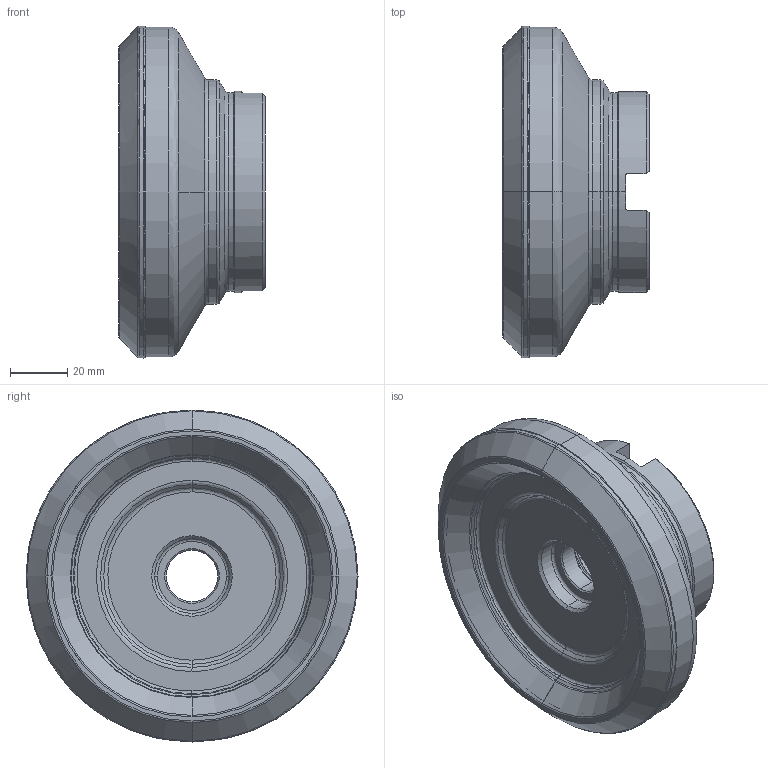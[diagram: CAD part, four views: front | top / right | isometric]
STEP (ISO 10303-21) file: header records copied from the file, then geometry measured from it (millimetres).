
FILE_DESCRIPTION (( 'STEP AP214' ), '1' );
FILE_NAME ('01-0758.STEP', '2025-01-06T18:24:13', ( '' ), ( '' ), 'SwSTEP 2.0', 'SolidWorks 2023', '' );
FILE_SCHEMA (( 'AUTOMOTIVE_DESIGN' ));
Length unit declared in the file: inch
Products named in the file (1): 01-0758
Bounding box: 50.8 x 115.51 x 115.51 mm (x, y, z)
Volume: 305253.7 mm3; surface area: 49332.4 mm2
Topology: 2 solids, 2 shells, 131 faces, 301 edges, 176 vertices
Faces by surface type: bspline 61, cone 28, cylinder 22, plane 20
Entity records: 6348 total; most frequent: CARTESIAN_POINT 3613, ORIENTED_EDGE 602, DIRECTION 536, EDGE_CURVE 301, AXIS2_PLACEMENT_3D 235, VERTEX_POINT 176, CIRCLE 164, EDGE_LOOP 137
